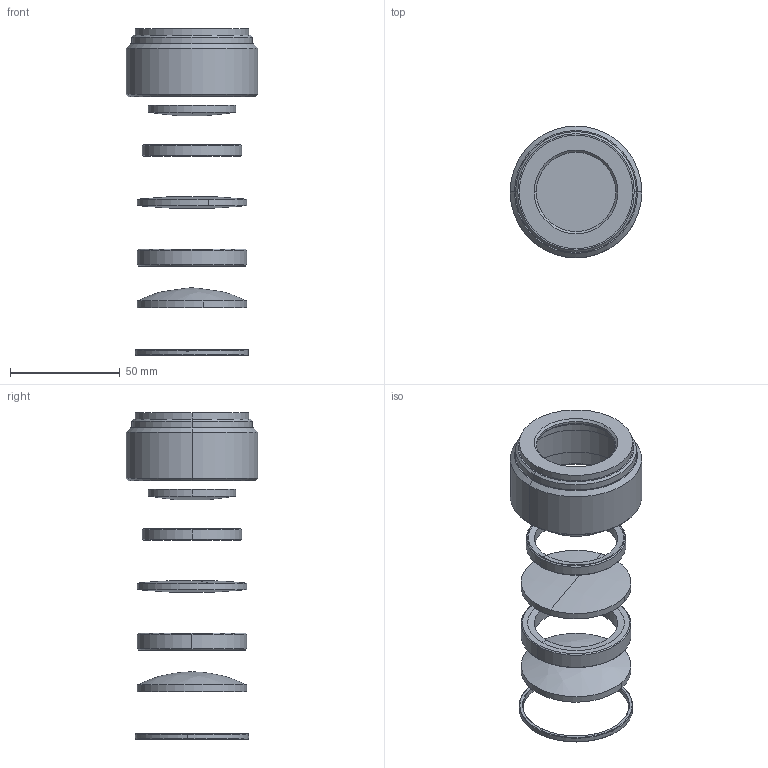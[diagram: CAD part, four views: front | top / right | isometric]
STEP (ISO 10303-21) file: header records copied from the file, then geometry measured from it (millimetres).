
FILE_DESCRIPTION (( 'STEP AP214' ), '1' );
FILE_NAME ('ScanLensAssembly.STEP', '2018-09-05T14:27:17', ( '' ), ( '' ), 'SwSTEP 2.0', 'SolidWorks 2017', '' );
FILE_SCHEMA (( 'AUTOMOTIVE_DESIGN' ));
Length unit declared in the file: millimetre
Products named in the file (8): Shell V2; ScanLensAssembly; 32898-SLB50B220PSpacer; 32898 - EdmundOptics EFL 40mm; SLB50B220P-SLSQ50120P-Spacer; SLSQ-50-120P - OptoSigma EFL 120mm; SM2RR-Solidworks; SLB-50B-220P - OptoSigma EFL 220mm
Assembly tree (7 placements, depth 2):
  ScanLensAssembly
    32898 - EdmundOptics EFL 40mm
    SLB-50B-220P - OptoSigma EFL 220mm
    SLSQ-50-120P - OptoSigma EFL 120mm
    Shell V2
    32898-SLB50B220PSpacer
    SLB50B220P-SLSQ50120P-Spacer
    SM2RR-Solidworks
Bounding box: 60 x 60 x 148.83 mm (x, y, z)
Volume: 60594.7 mm3; surface area: 32258.7 mm2
Topology: 7 solids, 7 shells, 98 faces, 206 edges, 126 vertices
Faces by surface type: cone 36, cylinder 34, plane 22, bspline 6
Entity records: 3307 total; most frequent: CARTESIAN_POINT 554, DIRECTION 518, ORIENTED_EDGE 412, AXIS2_PLACEMENT_3D 218, EDGE_CURVE 206, VERTEX_POINT 126, CIRCLE 116, EDGE_LOOP 110
